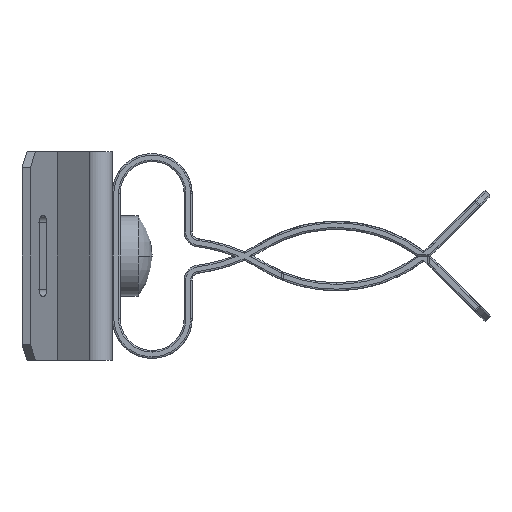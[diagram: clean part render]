
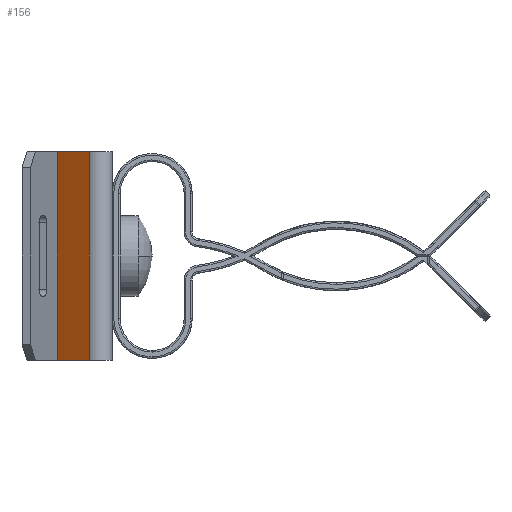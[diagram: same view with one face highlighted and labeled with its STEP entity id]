
A CAD part, left-side view. The second image highlights one B-rep face of the part: STEP entity #156.
In plain terms, the highlighted planar face has unit normal (-0.796, 0.606, 0).
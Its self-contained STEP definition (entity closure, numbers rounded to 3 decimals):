
#156 = ADVANCED_FACE ( 'NONE', ( #3023 ), #1863, .T. ) ;
#790 = ORIENTED_EDGE ( 'NONE', *, *, #9593, .T. ) ;
#861 = DIRECTION ( 'NONE',  ( -0.606, -0.796, 0. ) ) ;
#1056 = VECTOR ( 'NONE', #1999, 1000. ) ;
#1578 = DIRECTION ( 'NONE',  ( -0.606, -0.796, 0. ) ) ;
#1605 = VECTOR ( 'NONE', #12775, 1000. ) ;
#1652 = LINE ( 'NONE', #2608, #11885 ) ;
#1863 = PLANE ( 'NONE',  #6925 ) ;
#1999 = DIRECTION ( 'NONE',  ( 0., 0., 1. ) ) ;
#2447 = CARTESIAN_POINT ( 'NONE',  ( -17.905, 0.845, 6.5 ) ) ;
#2608 = CARTESIAN_POINT ( 'NONE',  ( -16.391, 2.833, 6.5 ) ) ;
#2707 = CARTESIAN_POINT ( 'NONE',  ( -16.391, 2.833, 6.5 ) ) ;
#2820 = ORIENTED_EDGE ( 'NONE', *, *, #5588, .T. ) ;
#3023 = FACE_OUTER_BOUND ( 'NONE', #4981, .T. ) ;
#3154 = VERTEX_POINT ( 'NONE', #11684 ) ;
#3399 = LINE ( 'NONE', #8594, #8819 ) ;
#4981 = EDGE_LOOP ( 'NONE', ( #13176, #7514, #790, #2820 ) ) ;
#5275 = EDGE_CURVE ( 'NONE', #11575, #11347, #1652, .T. ) ;
#5588 = EDGE_CURVE ( 'NONE', #3154, #11347, #3399, .T. ) ;
#6025 = CARTESIAN_POINT ( 'NONE',  ( -16.391, 2.833, -6.5 ) ) ;
#6925 = AXIS2_PLACEMENT_3D ( 'NONE', #6025, #10210, #861 ) ;
#7514 = ORIENTED_EDGE ( 'NONE', *, *, #11685, .F. ) ;
#7858 = DIRECTION ( 'NONE',  ( 0., 0., 1. ) ) ;
#8037 = CARTESIAN_POINT ( 'NONE',  ( -16.391, 2.833, -6.5 ) ) ;
#8594 = CARTESIAN_POINT ( 'NONE',  ( -17.905, 0.845, -6.5 ) ) ;
#8819 = VECTOR ( 'NONE', #7858, 1000. ) ;
#9593 = EDGE_CURVE ( 'NONE', #9762, #3154, #12568, .T. ) ;
#9762 = VERTEX_POINT ( 'NONE', #13183 ) ;
#10210 = DIRECTION ( 'NONE',  ( -0.796, 0.606, 0. ) ) ;
#11347 = VERTEX_POINT ( 'NONE', #2447 ) ;
#11575 = VERTEX_POINT ( 'NONE', #2707 ) ;
#11684 = CARTESIAN_POINT ( 'NONE',  ( -17.905, 0.845, -6.5 ) ) ;
#11685 = EDGE_CURVE ( 'NONE', #9762, #11575, #13263, .T. ) ;
#11846 = CARTESIAN_POINT ( 'NONE',  ( -16.391, 2.833, -6.5 ) ) ;
#11885 = VECTOR ( 'NONE', #1578, 1000. ) ;
#12568 = LINE ( 'NONE', #11846, #1605 ) ;
#12775 = DIRECTION ( 'NONE',  ( -0.606, -0.796, 0. ) ) ;
#13176 = ORIENTED_EDGE ( 'NONE', *, *, #5275, .F. ) ;
#13183 = CARTESIAN_POINT ( 'NONE',  ( -16.391, 2.833, -6.5 ) ) ;
#13263 = LINE ( 'NONE', #8037, #1056 ) ;
